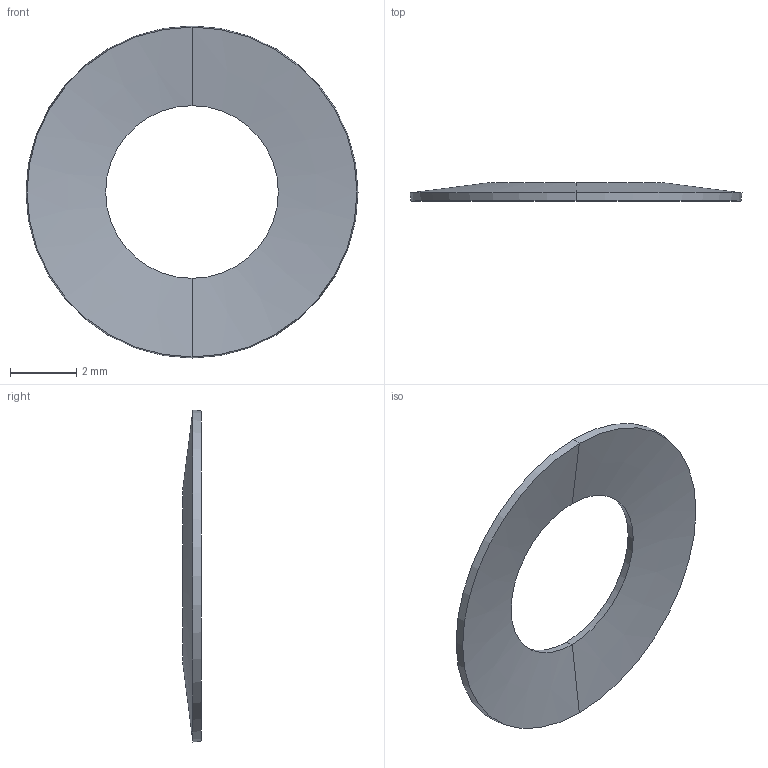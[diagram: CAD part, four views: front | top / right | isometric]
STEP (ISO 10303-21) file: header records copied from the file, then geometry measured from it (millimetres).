
FILE_DESCRIPTION (( 'STEP AP203' ), '1' );
FILE_NAME ('96445K204.STEP', '2018-02-26T15:37:16', ( '' ), ( '' ), 'SwSTEP 2.0', 'SolidWorks 2014', '' );
FILE_SCHEMA (( 'CONFIG_CONTROL_DESIGN' ));
Length unit declared in the file: millimetre
Products named in the file (1): 96445K204
Bounding box: 10 x 0.55 x 10 mm (x, y, z)
Volume: 14.3 mm3; surface area: 125.9 mm2
Topology: 1 solids, 1 shells, 8 faces, 16 edges, 8 vertices
Faces by surface type: cone 8
Entity records: 285 total; most frequent: DIRECTION 42, CARTESIAN_POINT 33, ORIENTED_EDGE 32, AXIS2_PLACEMENT_3D 17, EDGE_CURVE 16, EDGE_LOOP 8, ADVANCED_FACE 8, PERSON_AND_ORGANIZATION 8
